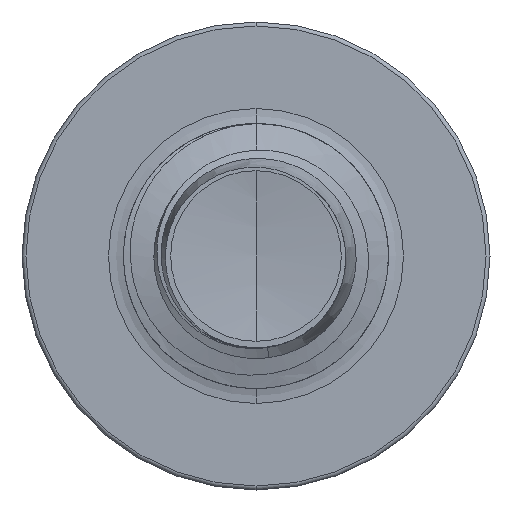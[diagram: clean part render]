
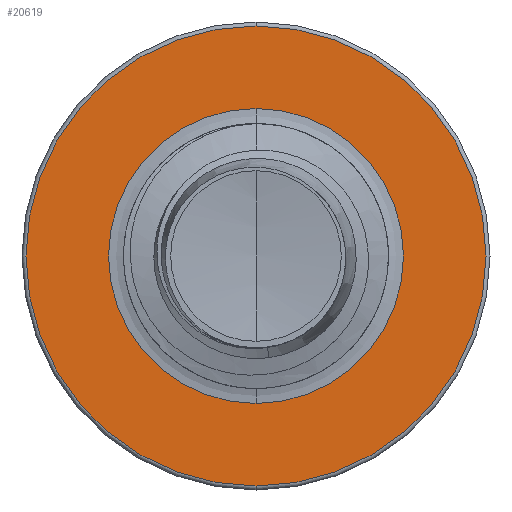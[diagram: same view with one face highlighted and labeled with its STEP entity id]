
A CAD part, front view. The second image highlights one B-rep face of the part: STEP entity #20619.
In plain terms, the highlighted planar face has unit normal (0, -1, 0).
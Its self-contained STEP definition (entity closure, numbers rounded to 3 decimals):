
#480 = CARTESIAN_POINT ( 'NONE',  ( 0., 8., 1.67 ) ) ;
#635 = CIRCLE ( 'NONE', #2136, 2.605 ) ;
#1391 = ORIENTED_EDGE ( 'NONE', *, *, #3163, .T. ) ;
#1725 = DIRECTION ( 'NONE',  ( 0., 0., 1. ) ) ;
#2055 = VERTEX_POINT ( 'NONE', #480 ) ;
#2071 = PLANE ( 'NONE',  #17180 ) ;
#2136 = AXIS2_PLACEMENT_3D ( 'NONE', #18884, #9717, #20377 ) ;
#2248 = CARTESIAN_POINT ( 'NONE',  ( 0., 8., -1.67 ) ) ;
#3048 = CARTESIAN_POINT ( 'NONE',  ( 0., 8., 0. ) ) ;
#3163 = EDGE_CURVE ( 'NONE', #2055, #4228, #5395, .T. ) ;
#3542 = CIRCLE ( 'NONE', #8232, 1.67 ) ;
#3774 = EDGE_CURVE ( 'NONE', #4228, #2055, #3542, .T. ) ;
#3842 = DIRECTION ( 'NONE',  ( 0., 0., 1. ) ) ;
#4228 = VERTEX_POINT ( 'NONE', #2248 ) ;
#4849 = DIRECTION ( 'NONE',  ( 0., 0., 1. ) ) ;
#5104 = EDGE_CURVE ( 'NONE', #16558, #16807, #635, .T. ) ;
#5395 = CIRCLE ( 'NONE', #16929, 1.67 ) ;
#6276 = DIRECTION ( 'NONE',  ( 0., 1., 0. ) ) ;
#6970 = AXIS2_PLACEMENT_3D ( 'NONE', #15568, #6276, #17126 ) ;
#7691 = FACE_BOUND ( 'NONE', #15041, .T. ) ;
#8232 = AXIS2_PLACEMENT_3D ( 'NONE', #20657, #11566, #1725 ) ;
#9717 = DIRECTION ( 'NONE',  ( 0., 1., 0. ) ) ;
#10308 = CARTESIAN_POINT ( 'NONE',  ( 0., 8., -1.67 ) ) ;
#10510 = ORIENTED_EDGE ( 'NONE', *, *, #3774, .T. ) ;
#11028 = ORIENTED_EDGE ( 'NONE', *, *, #19751, .F. ) ;
#11566 = DIRECTION ( 'NONE',  ( 0., 1., 0. ) ) ;
#12037 = ORIENTED_EDGE ( 'NONE', *, *, #5104, .F. ) ;
#13390 = DIRECTION ( 'NONE',  ( 0., 1., 0. ) ) ;
#14284 = DIRECTION ( 'NONE',  ( 0., 1., 0. ) ) ;
#15041 = EDGE_LOOP ( 'NONE', ( #1391, #10510 ) ) ;
#15568 = CARTESIAN_POINT ( 'NONE',  ( 0., 8., 0. ) ) ;
#15908 = FACE_OUTER_BOUND ( 'NONE', #18571, .T. ) ;
#16558 = VERTEX_POINT ( 'NONE', #19382 ) ;
#16581 = CARTESIAN_POINT ( 'NONE',  ( 0., 8., 2.605 ) ) ;
#16807 = VERTEX_POINT ( 'NONE', #16581 ) ;
#16929 = AXIS2_PLACEMENT_3D ( 'NONE', #3048, #14284, #4849 ) ;
#17126 = DIRECTION ( 'NONE',  ( 0., 0., 1. ) ) ;
#17180 = AXIS2_PLACEMENT_3D ( 'NONE', #10308, #13390, #3842 ) ;
#17834 = CIRCLE ( 'NONE', #6970, 2.605 ) ;
#18571 = EDGE_LOOP ( 'NONE', ( #11028, #12037 ) ) ;
#18884 = CARTESIAN_POINT ( 'NONE',  ( 0., 8., 0. ) ) ;
#19382 = CARTESIAN_POINT ( 'NONE',  ( 0., 8., -2.605 ) ) ;
#19751 = EDGE_CURVE ( 'NONE', #16807, #16558, #17834, .T. ) ;
#20377 = DIRECTION ( 'NONE',  ( 0., 0., 1. ) ) ;
#20619 = ADVANCED_FACE ( 'NONE', ( #15908, #7691 ), #2071, .F. ) ;
#20657 = CARTESIAN_POINT ( 'NONE',  ( 0., 8., 0. ) ) ;
